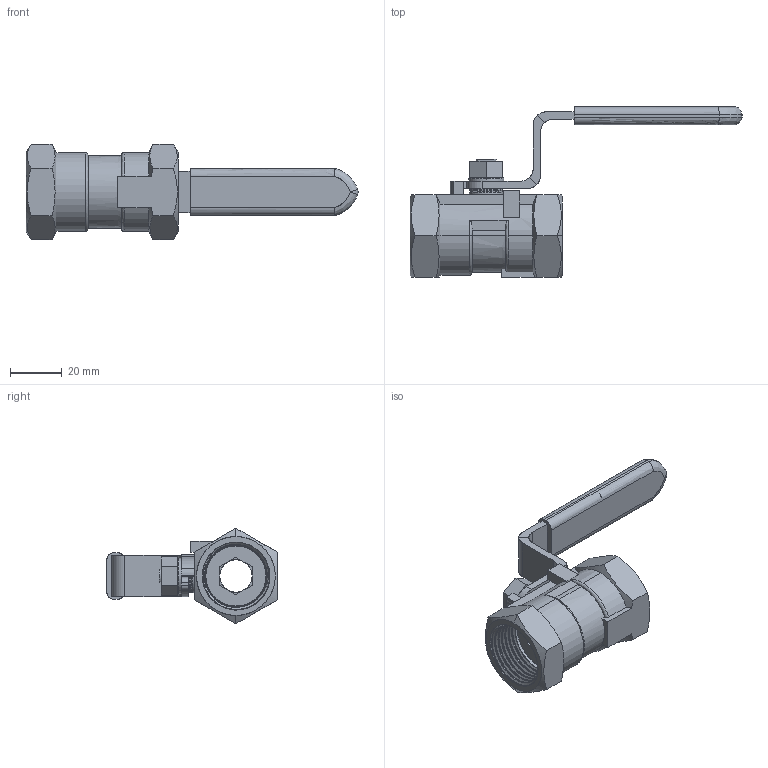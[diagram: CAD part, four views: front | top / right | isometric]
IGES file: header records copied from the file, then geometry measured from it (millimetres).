
Start section: SolidWorks IGES file using analytic representation for surfaces
Global section: file name: SBR_20A.IGS; native system: SolidWorks 2017; preprocessor: SolidWorks 2017; author: D1712-001!; date: 200518.171241; units: millimetre
Bounding box: 128.5 x 66 x 36.95 mm (x, y, z)
Surface area: 18892.5 mm2 (no closed solid volume)
Topology: 0 solids, 0 shells, 214 faces, 6126 edges, 6126 vertices
Faces by surface type: bspline 128, revolution 86
